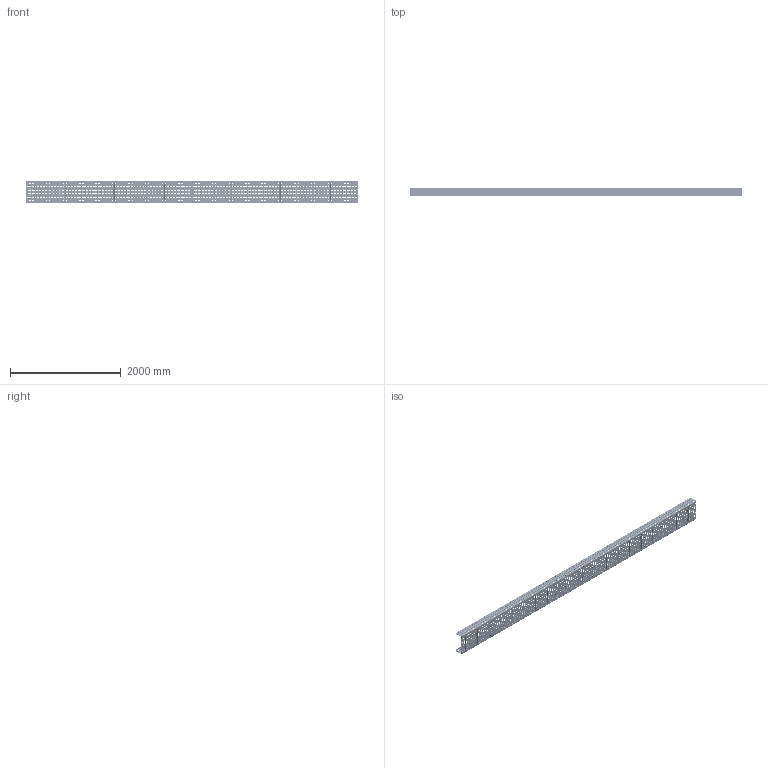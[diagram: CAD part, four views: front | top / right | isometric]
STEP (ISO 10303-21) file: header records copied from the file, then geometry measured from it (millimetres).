
FILE_DESCRIPTION((''),'2;1');
FILE_NAME('270041_ASM','2018-11-28T19:33:15',('tomasz.grudniewski'),(''),'CREO PARAMETRIC BY PTC INC, 2018260','CREO PARAMETRIC BY PTC INC, 2018260','');
FILE_SCHEMA(('CONFIG_CONTROL_DESIGN'));
Products named in the file (3): KSP_DSP_H150_6000_PRT; PASZCZ_400_30000_PRT; 270041_ASM
Assembly tree (4 placements, depth 2):
  270041_ASM
    KSP_DSP_H150_6000_PRT  x2
    PASZCZ_400_30000_PRT  x2
Bounding box: 6000 x 150 x 400 mm (x, y, z)
Volume: 7201481.4 mm3; surface area: 10682088.2 mm2
Topology: 4 solids, 4 shells, 12792 faces, 37376 edges, 24592 vertices
Faces by surface type: plane 7132, cylinder 5660
Entity records: 216328 total; most frequent: CARTESIAN_POINT 37387, ORIENTED_EDGE 37376, DIRECTION 37154, EDGE_CURVE 18688, VECTOR 13028, LINE 13028, VERTEX_POINT 12296, AXIS2_PLACEMENT_3D 12063
